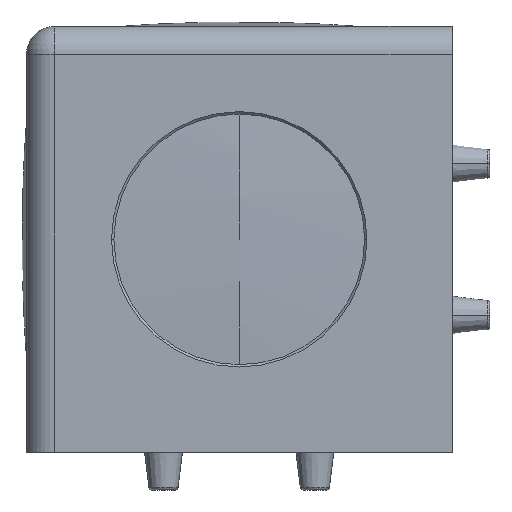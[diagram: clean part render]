
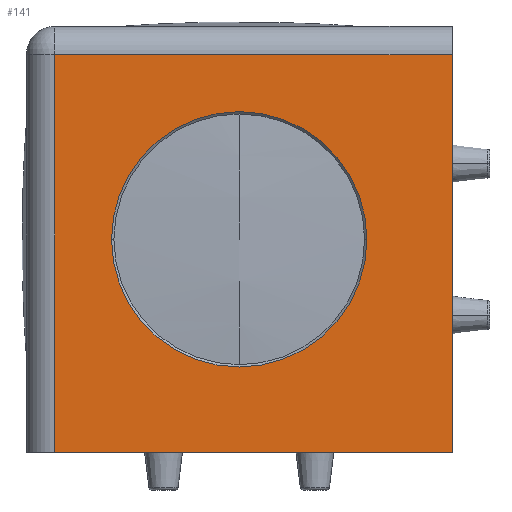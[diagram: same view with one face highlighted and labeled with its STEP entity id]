
A CAD part, left-side view. The second image highlights one B-rep face of the part: STEP entity #141.
In plain terms, the highlighted planar face has unit normal (-1, 0, 0).
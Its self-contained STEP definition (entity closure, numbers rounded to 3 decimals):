
#67 = PLANE ( 'NONE',  #2982 ) ;
#141 = ADVANCED_FACE ( 'NONE', ( #675, #2200 ), #67, .F. ) ;
#142 = AXIS2_PLACEMENT_3D ( 'NONE', #5815, #868, #7144 ) ;
#602 = CARTESIAN_POINT ( 'NONE',  ( -22.5, 19.5, 22.5 ) ) ;
#675 = FACE_BOUND ( 'NONE', #1240, .T. ) ;
#811 = VERTEX_POINT ( 'NONE', #6569 ) ;
#868 = DIRECTION ( 'NONE',  ( 1., 0., 0. ) ) ;
#1155 = ORIENTED_EDGE ( 'NONE', *, *, #7772, .T. ) ;
#1190 = CARTESIAN_POINT ( 'NONE',  ( -22.5, 19.5, 19.5 ) ) ;
#1234 = ORIENTED_EDGE ( 'NONE', *, *, #5484, .T. ) ;
#1240 = EDGE_LOOP ( 'NONE', ( #1155, #1466 ) ) ;
#1466 = ORIENTED_EDGE ( 'NONE', *, *, #6035, .T. ) ;
#1706 = EDGE_CURVE ( 'NONE', #6401, #6092, #5846, .T. ) ;
#1901 = VECTOR ( 'NONE', #7170, 1000. ) ;
#2200 = FACE_OUTER_BOUND ( 'NONE', #2995, .T. ) ;
#2503 = DIRECTION ( 'NONE',  ( 0., -1., 0. ) ) ;
#2632 = CARTESIAN_POINT ( 'NONE',  ( -22.5, -13.5, 0. ) ) ;
#2714 = CARTESIAN_POINT ( 'NONE',  ( -22.5, -22.5, -22.5 ) ) ;
#2915 = CIRCLE ( 'NONE', #142, 13.5 ) ;
#2936 = EDGE_CURVE ( 'NONE', #6092, #5890, #8887, .T. ) ;
#2949 = CARTESIAN_POINT ( 'NONE',  ( -22.5, 22.5, 19.5 ) ) ;
#2982 = AXIS2_PLACEMENT_3D ( 'NONE', #4140, #8371, #8325 ) ;
#2995 = EDGE_LOOP ( 'NONE', ( #4824, #8139, #4704, #1234 ) ) ;
#3281 = EDGE_CURVE ( 'NONE', #6401, #8372, #8434, .T. ) ;
#3987 = AXIS2_PLACEMENT_3D ( 'NONE', #7510, #4016, #5456 ) ;
#4016 = DIRECTION ( 'NONE',  ( 1., 0., 0. ) ) ;
#4140 = CARTESIAN_POINT ( 'NONE',  ( -22.5, 22.5, 22.5 ) ) ;
#4467 = DIRECTION ( 'NONE',  ( 0., 0., -1. ) ) ;
#4548 = VECTOR ( 'NONE', #2503, 1000. ) ;
#4578 = CARTESIAN_POINT ( 'NONE',  ( -22.5, 22.5, -22.5 ) ) ;
#4704 = ORIENTED_EDGE ( 'NONE', *, *, #2936, .T. ) ;
#4824 = ORIENTED_EDGE ( 'NONE', *, *, #3281, .F. ) ;
#5061 = CARTESIAN_POINT ( 'NONE',  ( -22.5, -22.5, 19.5 ) ) ;
#5456 = DIRECTION ( 'NONE',  ( 0., 1., 0. ) ) ;
#5478 = VECTOR ( 'NONE', #6841, 1000. ) ;
#5484 = EDGE_CURVE ( 'NONE', #5890, #8372, #6529, .T. ) ;
#5815 = CARTESIAN_POINT ( 'NONE',  ( -22.5, 0., 0. ) ) ;
#5846 = LINE ( 'NONE', #2949, #1901 ) ;
#5890 = VERTEX_POINT ( 'NONE', #5919 ) ;
#5919 = CARTESIAN_POINT ( 'NONE',  ( -22.5, 19.5, -22.5 ) ) ;
#6035 = EDGE_CURVE ( 'NONE', #811, #8326, #8055, .T. ) ;
#6092 = VERTEX_POINT ( 'NONE', #1190 ) ;
#6401 = VERTEX_POINT ( 'NONE', #5061 ) ;
#6529 = LINE ( 'NONE', #4578, #4548 ) ;
#6569 = CARTESIAN_POINT ( 'NONE',  ( -22.5, 13.5, 0. ) ) ;
#6778 = VECTOR ( 'NONE', #4467, 1000. ) ;
#6841 = DIRECTION ( 'NONE',  ( 0., 0., -1. ) ) ;
#7144 = DIRECTION ( 'NONE',  ( 0., 1., 0. ) ) ;
#7170 = DIRECTION ( 'NONE',  ( 0., 1., 0. ) ) ;
#7510 = CARTESIAN_POINT ( 'NONE',  ( -22.5, 0., 0. ) ) ;
#7772 = EDGE_CURVE ( 'NONE', #8326, #811, #2915, .T. ) ;
#7925 = CARTESIAN_POINT ( 'NONE',  ( -22.5, -22.5, 22.5 ) ) ;
#8055 = CIRCLE ( 'NONE', #3987, 13.5 ) ;
#8139 = ORIENTED_EDGE ( 'NONE', *, *, #1706, .T. ) ;
#8325 = DIRECTION ( 'NONE',  ( 0., -1., 0. ) ) ;
#8326 = VERTEX_POINT ( 'NONE', #2632 ) ;
#8371 = DIRECTION ( 'NONE',  ( 1., 0., 0. ) ) ;
#8372 = VERTEX_POINT ( 'NONE', #2714 ) ;
#8434 = LINE ( 'NONE', #7925, #6778 ) ;
#8887 = LINE ( 'NONE', #602, #5478 ) ;
